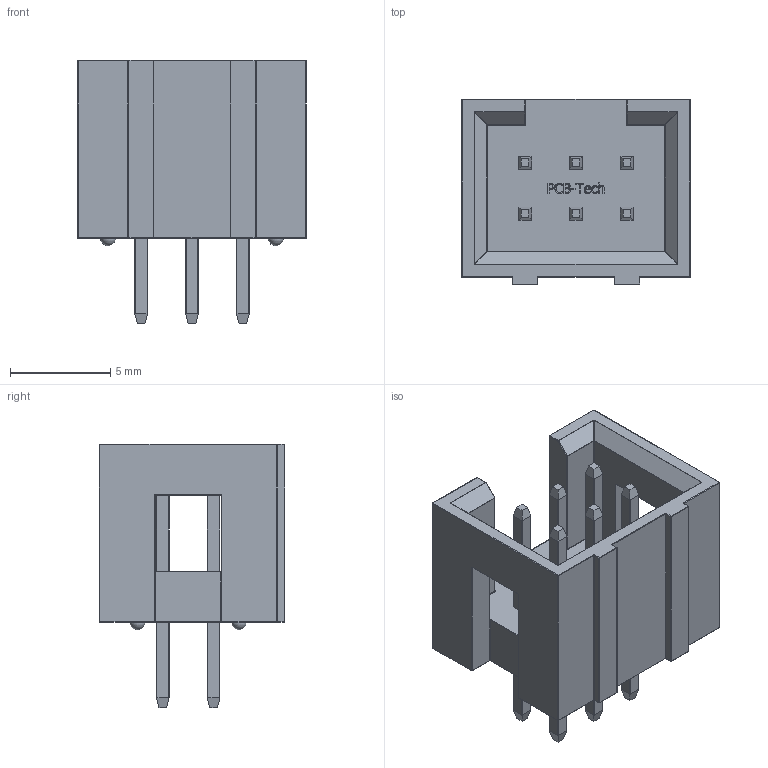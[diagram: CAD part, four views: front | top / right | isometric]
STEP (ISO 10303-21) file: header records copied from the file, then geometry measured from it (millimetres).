
FILE_DESCRIPTION(/* description */ (''),/* implementation_level */ '2;1');
FILE_NAME(/* name */ '6-Pin Shrouded Header (IDC) Straight.stp',/* time_stamp */ '2019-09-23T18:37:32+02:00',/* author */ ('Bernd das Brot'),/* organization */ (''),/* preprocessor_version */ 'ST-DEVELOPER v17.2',/* originating_system */ 'Autodesk Inventor 2019',/* authorisation */ '');
FILE_SCHEMA (('AUTOMOTIVE_DESIGN { 1 0 10303 214 3 1 1 }'));
Length unit declared in the file: millimetre
Products named in the file (3): 6-Pin Shrouded Header (IDC) Straight; Straight Contact; 6-Pin Shrouded Header Body
Assembly tree (7 placements, depth 2):
  6-Pin Shrouded Header (IDC) Straight
    Straight Contact  x6
    6-Pin Shrouded Header Body
Bounding box: 11.43 x 9.27 x 13.17 mm (x, y, z)
Volume: 478.4 mm3; surface area: 922.5 mm2
Topology: 7 solids, 7 shells, 462 faces, 1152 edges, 712 vertices
Faces by surface type: plane 206, cylinder 124, bspline 80, sphere 34, torus 18
Entity records: 11667 total; most frequent: CARTESIAN_POINT 3143, ORIENTED_EDGE 1816, DIRECTION 1604, EDGE_CURVE 908, VERTEX_POINT 552, AXIS2_PLACEMENT_3D 538, LINE 528, VECTOR 528
